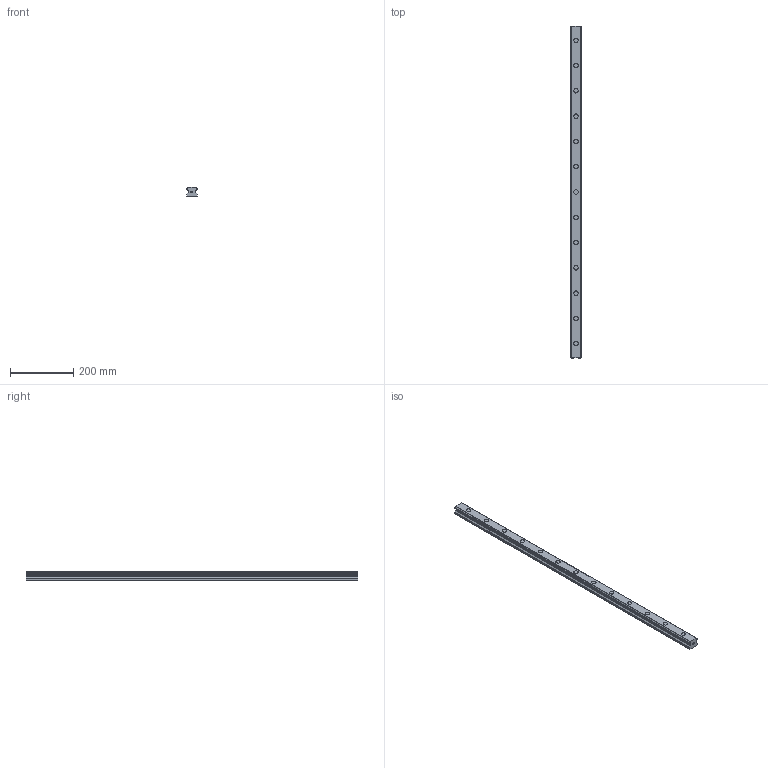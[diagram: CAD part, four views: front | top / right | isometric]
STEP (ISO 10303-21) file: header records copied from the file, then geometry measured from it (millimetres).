
FILE_DESCRIPTION(('STEP AP214'),'1');
FILE_NAME('cctmp_D418408B-F4C0-4E8E-821C-30EE0DC98C46_2020_7_6_15_15_18_580..stp','2020-07-06T13:15:18',('HIWIN GmbH'),('CADClick - www.CADClick.com'),'Spatial InterOp 3D',' ','unknown authorization');
FILE_SCHEMA(('AUTOMOTIVE_DESIGN'));
Length unit declared in the file: millimetre
Products named in the file (1): HGR35R1050H_FILE
Bounding box: 34 x 1050 x 29 mm (x, y, z)
Volume: 858388.7 mm3; surface area: 153026.2 mm2
Topology: 1 solids, 1 shells, 232 faces, 561 edges, 374 vertices
Faces by surface type: plane 132, cylinder 100
Entity records: 8705 total; most frequent: DIRECTION 1227, CARTESIAN_POINT 1168, ORIENTED_EDGE 1122, EDGE_CURVE 561, AXIS2_PLACEMENT_3D 433, VERTEX_POINT 374, LINE 361, VECTOR 361
